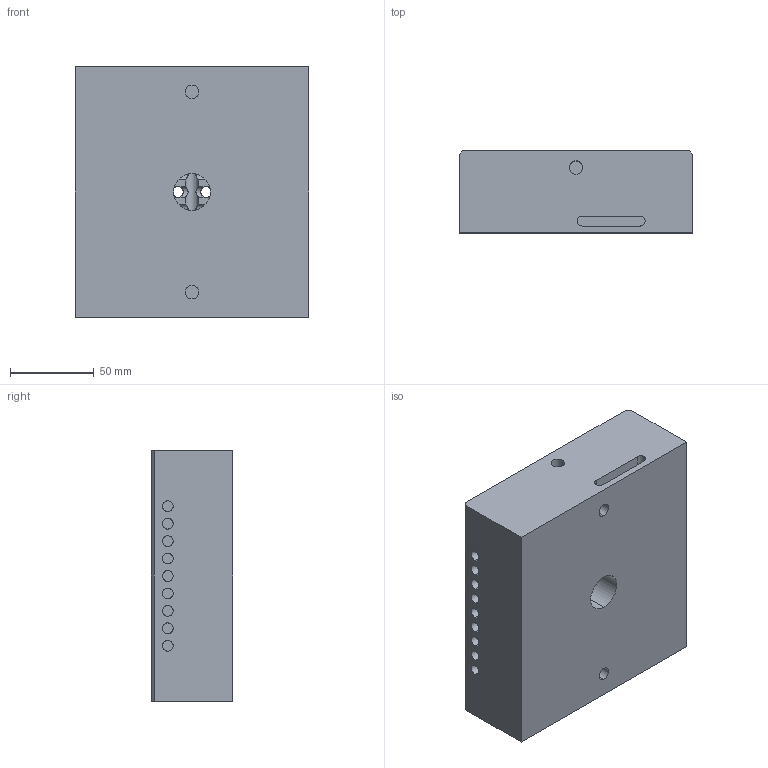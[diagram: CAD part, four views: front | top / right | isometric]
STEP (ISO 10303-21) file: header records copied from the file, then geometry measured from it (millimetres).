
FILE_DESCRIPTION (( 'STEP AP214' ), '1' );
FILE_NAME ('ãîðÿ÷èé ïðåññ 10 8ìì àëþìèíèé 1 øò .STEP', '2019-04-14T11:44:40', ( '' ), ( '' ), 'SwSTEP 2.0', 'SolidWorks 2018', '' );
FILE_SCHEMA (( 'AUTOMOTIVE_DESIGN' ));
Length unit declared in the file: millimetre
Products named in the file (1): ãîðÿ÷èé ïðåññ 10  8ìì àëþìèíèé 1 øò  
Bounding box: 139.75 x 49 x 150 mm (x, y, z)
Volume: 952923.4 mm3; surface area: 103530.9 mm2
Topology: 1 solids, 1 shells, 348 faces, 925 edges, 570 vertices
Faces by surface type: cylinder 193, plane 123, bspline 32
Entity records: 14553 total; most frequent: CARTESIAN_POINT 6016, ORIENTED_EDGE 1850, DIRECTION 1641, EDGE_CURVE 925, AXIS2_PLACEMENT_3D 587, VERTEX_POINT 570, LINE 467, VECTOR 467
